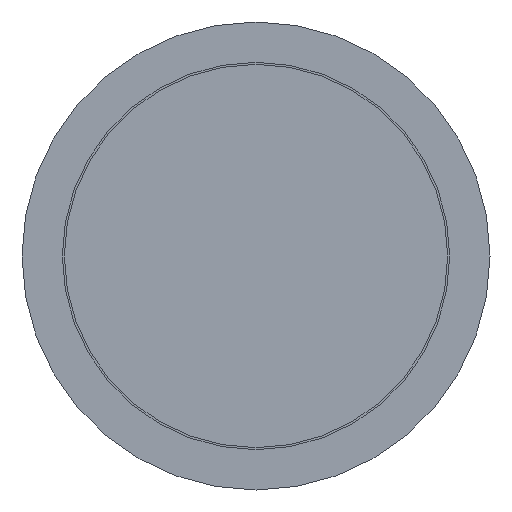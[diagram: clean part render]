
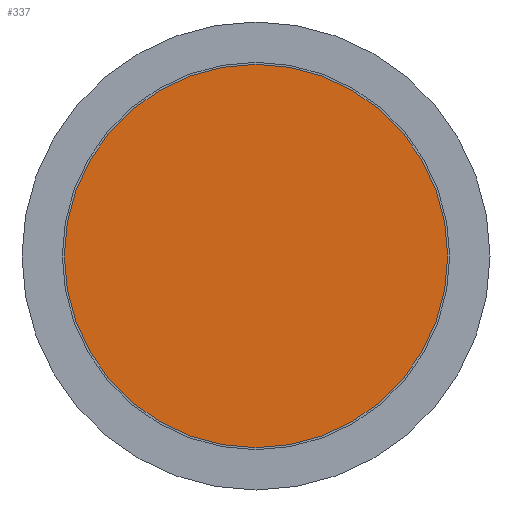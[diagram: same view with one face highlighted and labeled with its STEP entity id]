
A CAD part, front view. The second image highlights one B-rep face of the part: STEP entity #337.
In plain terms, the highlighted planar face has unit normal (0, -1, 0).
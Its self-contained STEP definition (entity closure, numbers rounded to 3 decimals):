
#32 = VERTEX_POINT ( 'NONE', #209 ) ;
#42 = PLANE ( 'NONE',  #373 ) ;
#146 = ORIENTED_EDGE ( 'NONE', *, *, #370, .T. ) ;
#170 = FACE_OUTER_BOUND ( 'NONE', #310, .T. ) ;
#209 = CARTESIAN_POINT ( 'NONE',  ( 0., 0., -23.75 ) ) ;
#220 = DIRECTION ( 'NONE',  ( 0., 0., 1. ) ) ;
#221 = DIRECTION ( 'NONE',  ( 0., -1., 0. ) ) ;
#298 = CARTESIAN_POINT ( 'NONE',  ( -23.75, 0., 0. ) ) ;
#310 = EDGE_LOOP ( 'NONE', ( #146 ) ) ;
#337 = ADVANCED_FACE ( 'NONE', ( #170 ), #42, .F. ) ;
#344 = CIRCLE ( 'NONE', #413, 23.75 ) ;
#370 = EDGE_CURVE ( 'NONE', #32, #32, #344, .T. ) ;
#373 = AXIS2_PLACEMENT_3D ( 'NONE', #298, #544, #220 ) ;
#413 = AXIS2_PLACEMENT_3D ( 'NONE', #505, #221, #430 ) ;
#430 = DIRECTION ( 'NONE',  ( 0., 0., -1. ) ) ;
#505 = CARTESIAN_POINT ( 'NONE',  ( 0., 0., 0. ) ) ;
#544 = DIRECTION ( 'NONE',  ( 0., 1., 0. ) ) ;
